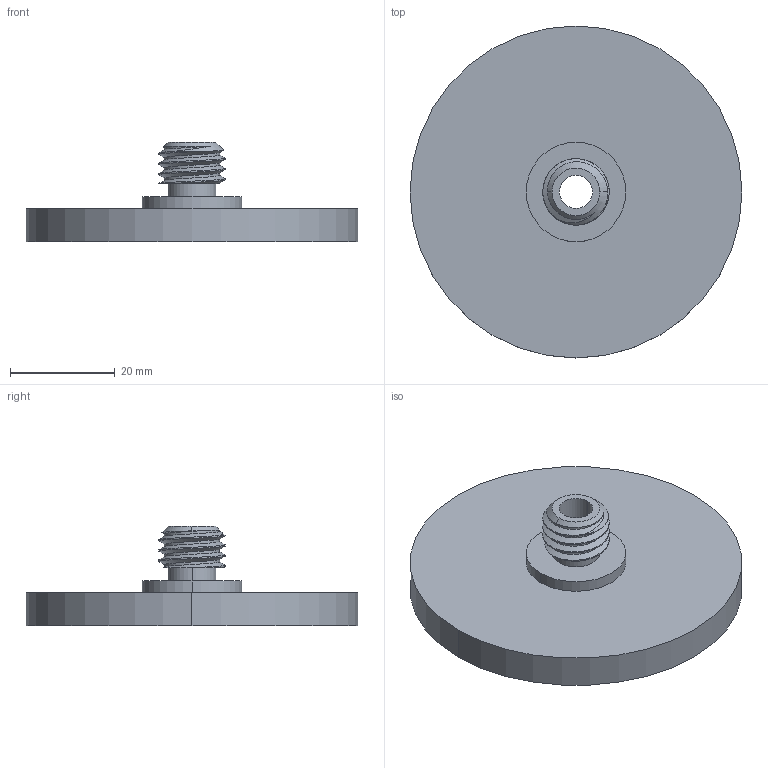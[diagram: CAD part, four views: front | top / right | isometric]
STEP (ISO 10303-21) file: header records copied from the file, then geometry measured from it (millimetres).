
FILE_DESCRIPTION (( 'STEP AP203' ), '1' );
FILE_NAME ('Ground Stem pt 2.STEP', '2021-10-25T17:47:03', ( '' ), ( '' ), 'SwSTEP 2.0', 'SolidWorks 2020', '' );
FILE_SCHEMA (( 'CONFIG_CONTROL_DESIGN' ));
Length unit declared in the file: inch
Products named in the file (1): Ground Stem pt 2
Bounding box: 63.5 x 63.5 x 19.05 mm (x, y, z)
Volume: 20452.6 mm3; surface area: 8703.6 mm2
Topology: 1 solids, 1 shells, 31 faces, 74 edges, 48 vertices
Faces by surface type: cylinder 17, cone 6, plane 5, bspline 3
Entity records: 2932 total; most frequent: CARTESIAN_POINT 2179, ORIENTED_EDGE 148, DIRECTION 130, EDGE_CURVE 74, AXIS2_PLACEMENT_3D 54, VERTEX_POINT 48, EDGE_LOOP 36, FACE_OUTER_BOUND 31
